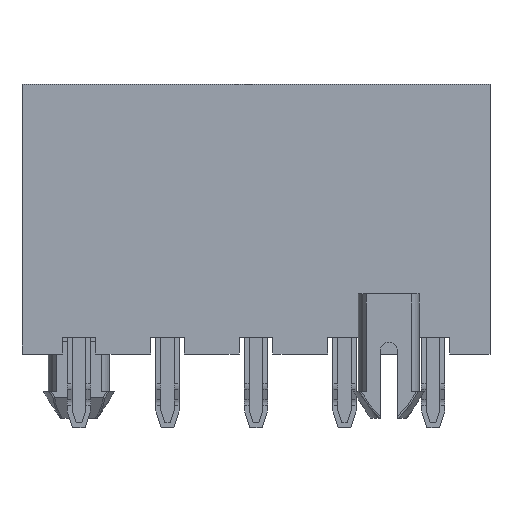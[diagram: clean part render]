
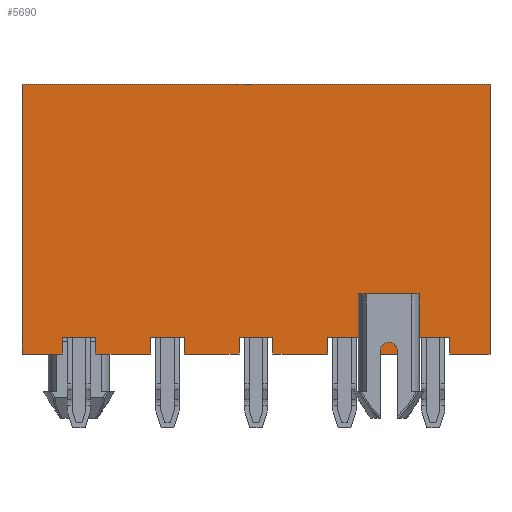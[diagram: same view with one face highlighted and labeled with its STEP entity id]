
A CAD part, front view. The second image highlights one B-rep face of the part: STEP entity #5690.
In plain terms, the highlighted planar face has unit normal (0, -1, 0).
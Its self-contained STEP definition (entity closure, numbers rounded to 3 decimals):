
#367=ORIENTED_EDGE('',*,*,#2084,.T.);
#368=ORIENTED_EDGE('',*,*,#2085,.F.);
#369=ORIENTED_EDGE('',*,*,#2086,.T.);
#370=ORIENTED_EDGE('',*,*,#2087,.T.);
#371=ORIENTED_EDGE('',*,*,#2088,.T.);
#372=ORIENTED_EDGE('',*,*,#2089,.F.);
#373=ORIENTED_EDGE('',*,*,#2090,.T.);
#374=ORIENTED_EDGE('',*,*,#2091,.T.);
#375=ORIENTED_EDGE('',*,*,#2092,.F.);
#376=ORIENTED_EDGE('',*,*,#2093,.F.);
#377=ORIENTED_EDGE('',*,*,#2094,.T.);
#378=ORIENTED_EDGE('',*,*,#2095,.T.);
#379=ORIENTED_EDGE('',*,*,#2096,.T.);
#380=ORIENTED_EDGE('',*,*,#2097,.F.);
#381=ORIENTED_EDGE('',*,*,#2098,.T.);
#382=ORIENTED_EDGE('',*,*,#2099,.T.);
#383=ORIENTED_EDGE('',*,*,#2100,.T.);
#384=ORIENTED_EDGE('',*,*,#2101,.F.);
#385=ORIENTED_EDGE('',*,*,#2102,.T.);
#386=ORIENTED_EDGE('',*,*,#2103,.T.);
#387=ORIENTED_EDGE('',*,*,#2104,.T.);
#388=ORIENTED_EDGE('',*,*,#2105,.F.);
#389=ORIENTED_EDGE('',*,*,#2106,.T.);
#390=ORIENTED_EDGE('',*,*,#2107,.T.);
#391=ORIENTED_EDGE('',*,*,#2108,.F.);
#392=ORIENTED_EDGE('',*,*,#2109,.F.);
#393=ORIENTED_EDGE('',*,*,#2110,.T.);
#394=ORIENTED_EDGE('',*,*,#2111,.T.);
#2084=EDGE_CURVE('',#2940,#2941,#3493,.T.);
#2085=EDGE_CURVE('',#2942,#2941,#3494,.T.);
#2086=EDGE_CURVE('',#2942,#2943,#3495,.T.);
#2087=EDGE_CURVE('',#2943,#2944,#3496,.T.);
#2088=EDGE_CURVE('',#2944,#2945,#3497,.T.);
#2089=EDGE_CURVE('',#2946,#2945,#3498,.T.);
#2090=EDGE_CURVE('',#2946,#2947,#3499,.T.);
#2091=EDGE_CURVE('',#2947,#2948,#3500,.T.);
#2092=EDGE_CURVE('',#2949,#2948,#3501,.T.);
#2093=EDGE_CURVE('',#2950,#2949,#3502,.T.);
#2094=EDGE_CURVE('',#2950,#2951,#3503,.T.);
#2095=EDGE_CURVE('',#2951,#2952,#3504,.T.);
#2096=EDGE_CURVE('',#2952,#2953,#3505,.T.);
#2097=EDGE_CURVE('',#2954,#2953,#3506,.T.);
#2098=EDGE_CURVE('',#2954,#2955,#3507,.T.);
#2099=EDGE_CURVE('',#2955,#2956,#3508,.T.);
#2100=EDGE_CURVE('',#2956,#2957,#3509,.T.);
#2101=EDGE_CURVE('',#2958,#2957,#3510,.T.);
#2102=EDGE_CURVE('',#2958,#2959,#3511,.T.);
#2103=EDGE_CURVE('',#2959,#2960,#3512,.T.);
#2104=EDGE_CURVE('',#2960,#2961,#3513,.T.);
#2105=EDGE_CURVE('',#2962,#2961,#3514,.T.);
#2106=EDGE_CURVE('',#2962,#2963,#3515,.T.);
#2107=EDGE_CURVE('',#2963,#2940,#3516,.T.);
#2108=EDGE_CURVE('',#2964,#2965,#3517,.T.);
#2109=EDGE_CURVE('',#2966,#2964,#3518,.T.);
#2110=EDGE_CURVE('',#2966,#2967,#3519,.T.);
#2111=EDGE_CURVE('',#2967,#2965,#3520,.T.);
#2940=VERTEX_POINT('',#8111);
#2941=VERTEX_POINT('',#8112);
#2942=VERTEX_POINT('',#8114);
#2943=VERTEX_POINT('',#8116);
#2944=VERTEX_POINT('',#8118);
#2945=VERTEX_POINT('',#8120);
#2946=VERTEX_POINT('',#8122);
#2947=VERTEX_POINT('',#8124);
#2948=VERTEX_POINT('',#8126);
#2949=VERTEX_POINT('',#8128);
#2950=VERTEX_POINT('',#8130);
#2951=VERTEX_POINT('',#8132);
#2952=VERTEX_POINT('',#8134);
#2953=VERTEX_POINT('',#8136);
#2954=VERTEX_POINT('',#8138);
#2955=VERTEX_POINT('',#8140);
#2956=VERTEX_POINT('',#8142);
#2957=VERTEX_POINT('',#8144);
#2958=VERTEX_POINT('',#8146);
#2959=VERTEX_POINT('',#8148);
#2960=VERTEX_POINT('',#8150);
#2961=VERTEX_POINT('',#8152);
#2962=VERTEX_POINT('',#8154);
#2963=VERTEX_POINT('',#8156);
#2964=VERTEX_POINT('',#8159);
#2965=VERTEX_POINT('',#8160);
#2966=VERTEX_POINT('',#8162);
#2967=VERTEX_POINT('',#8164);
#3493=LINE('',#8110,#4222);
#3494=LINE('',#8113,#4223);
#3495=LINE('',#8115,#4224);
#3496=LINE('',#8117,#4225);
#3497=LINE('',#8119,#4226);
#3498=LINE('',#8121,#4227);
#3499=LINE('',#8123,#4228);
#3500=LINE('',#8125,#4229);
#3501=LINE('',#8127,#4230);
#3502=LINE('',#8129,#4231);
#3503=LINE('',#8131,#4232);
#3504=LINE('',#8133,#4233);
#3505=LINE('',#8135,#4234);
#3506=LINE('',#8137,#4235);
#3507=LINE('',#8139,#4236);
#3508=LINE('',#8141,#4237);
#3509=LINE('',#8143,#4238);
#3510=LINE('',#8145,#4239);
#3511=LINE('',#8147,#4240);
#3512=LINE('',#8149,#4241);
#3513=LINE('',#8151,#4242);
#3514=LINE('',#8153,#4243);
#3515=LINE('',#8155,#4244);
#3516=LINE('',#8157,#4245);
#3517=LINE('',#8158,#4246);
#3518=LINE('',#8161,#4247);
#3519=LINE('',#8163,#4248);
#3520=LINE('',#8165,#4249);
#4222=VECTOR('',#6502,1000.);
#4223=VECTOR('',#6503,1000.);
#4224=VECTOR('',#6504,1000.);
#4225=VECTOR('',#6505,1000.);
#4226=VECTOR('',#6506,1000.);
#4227=VECTOR('',#6507,1000.);
#4228=VECTOR('',#6508,1000.);
#4229=VECTOR('',#6509,1000.);
#4230=VECTOR('',#6510,1000.);
#4231=VECTOR('',#6511,1000.);
#4232=VECTOR('',#6512,1000.);
#4233=VECTOR('',#6513,1000.);
#4234=VECTOR('',#6514,1000.);
#4235=VECTOR('',#6515,1000.);
#4236=VECTOR('',#6516,1000.);
#4237=VECTOR('',#6517,1000.);
#4238=VECTOR('',#6518,1000.);
#4239=VECTOR('',#6519,1000.);
#4240=VECTOR('',#6520,1000.);
#4241=VECTOR('',#6521,1000.);
#4242=VECTOR('',#6522,1000.);
#4243=VECTOR('',#6523,1000.);
#4244=VECTOR('',#6524,1000.);
#4245=VECTOR('',#6525,1000.);
#4246=VECTOR('',#6526,1000.);
#4247=VECTOR('',#6527,1000.);
#4248=VECTOR('',#6528,1000.);
#4249=VECTOR('',#6529,1000.);
#4852=EDGE_LOOP('',(#367,#368,#369,#370,#371,#372,#373,#374,#375,#376,#377,
#378,#379,#380,#381,#382,#383,#384,#385,#386,#387,#388,#389,#390));
#4853=EDGE_LOOP('',(#391,#392,#393,#394));
#5155=FACE_BOUND('',#4852,.T.);
#5156=FACE_BOUND('',#4853,.T.);
#5456=PLANE('',#6007);
#5690=ADVANCED_FACE('',(#5155,#5156),#5456,.T.);
#6007=AXIS2_PLACEMENT_3D('',#8109,#6500,#6501);
#6500=DIRECTION('',(0.,-1.,0.));
#6501=DIRECTION('',(0.,0.,-1.));
#6502=DIRECTION('',(0.,0.,-1.));
#6503=DIRECTION('',(-1.,0.,0.));
#6504=DIRECTION('',(0.,0.,1.));
#6505=DIRECTION('',(1.,0.,0.));
#6506=DIRECTION('',(0.,0.,-1.));
#6507=DIRECTION('',(-1.,0.,0.));
#6508=DIRECTION('',(0.,0.,1.));
#6509=DIRECTION('',(-1.,0.,0.));
#6510=DIRECTION('',(0.,0.,1.));
#6511=DIRECTION('',(-1.,0.,0.));
#6512=DIRECTION('',(0.,0.,1.));
#6513=DIRECTION('',(1.,0.,0.));
#6514=DIRECTION('',(0.,0.,-1.));
#6515=DIRECTION('',(-1.,0.,0.));
#6516=DIRECTION('',(0.,0.,1.));
#6517=DIRECTION('',(1.,0.,0.));
#6518=DIRECTION('',(0.,0.,-1.));
#6519=DIRECTION('',(-1.,0.,0.));
#6520=DIRECTION('',(0.,0.,1.));
#6521=DIRECTION('',(1.,0.,0.));
#6522=DIRECTION('',(0.,0.,-1.));
#6523=DIRECTION('',(-1.,0.,0.));
#6524=DIRECTION('',(0.,0.,1.));
#6525=DIRECTION('',(1.,0.,0.));
#6526=DIRECTION('',(0.,0.,1.));
#6527=DIRECTION('',(1.,0.,0.));
#6528=DIRECTION('',(0.,0.,1.));
#6529=DIRECTION('',(1.,0.,0.));
#8109=CARTESIAN_POINT('',(11.1,-2.7,-6.4));
#8110=CARTESIAN_POINT('',(5.,-2.7,-5.6));
#8111=CARTESIAN_POINT('',(5.,-2.7,-5.6));
#8112=CARTESIAN_POINT('',(5.,-2.7,-6.4));
#8113=CARTESIAN_POINT('',(11.1,-2.7,-6.4));
#8114=CARTESIAN_POINT('',(7.6,-2.7,-6.4));
#8115=CARTESIAN_POINT('',(7.6,-2.7,-6.4));
#8116=CARTESIAN_POINT('',(7.6,-2.7,-5.6));
#8117=CARTESIAN_POINT('',(7.6,-2.7,-5.6));
#8118=CARTESIAN_POINT('',(9.2,-2.7,-5.6));
#8119=CARTESIAN_POINT('',(9.2,-2.7,-5.6));
#8120=CARTESIAN_POINT('',(9.2,-2.7,-6.4));
#8121=CARTESIAN_POINT('',(11.1,-2.7,-6.4));
#8122=CARTESIAN_POINT('',(11.1,-2.7,-6.4));
#8123=CARTESIAN_POINT('',(11.1,-2.7,-6.4));
#8124=CARTESIAN_POINT('',(11.1,-2.7,6.4));
#8125=CARTESIAN_POINT('',(11.1,-2.7,6.4));
#8126=CARTESIAN_POINT('',(-11.1,-2.7,6.4));
#8127=CARTESIAN_POINT('',(-11.1,-2.7,-6.4));
#8128=CARTESIAN_POINT('',(-11.1,-2.7,-6.4));
#8129=CARTESIAN_POINT('',(11.1,-2.7,-6.4));
#8130=CARTESIAN_POINT('',(-9.2,-2.7,-6.4));
#8131=CARTESIAN_POINT('',(-9.2,-2.7,-6.4));
#8132=CARTESIAN_POINT('',(-9.2,-2.7,-5.6));
#8133=CARTESIAN_POINT('',(-9.2,-2.7,-5.6));
#8134=CARTESIAN_POINT('',(-7.6,-2.7,-5.6));
#8135=CARTESIAN_POINT('',(-7.6,-2.7,-5.6));
#8136=CARTESIAN_POINT('',(-7.6,-2.7,-6.4));
#8137=CARTESIAN_POINT('',(11.1,-2.7,-6.4));
#8138=CARTESIAN_POINT('',(-5.,-2.7,-6.4));
#8139=CARTESIAN_POINT('',(-5.,-2.7,-6.4));
#8140=CARTESIAN_POINT('',(-5.,-2.7,-5.6));
#8141=CARTESIAN_POINT('',(-5.,-2.7,-5.6));
#8142=CARTESIAN_POINT('',(-3.4,-2.7,-5.6));
#8143=CARTESIAN_POINT('',(-3.4,-2.7,-5.6));
#8144=CARTESIAN_POINT('',(-3.4,-2.7,-6.4));
#8145=CARTESIAN_POINT('',(11.1,-2.7,-6.4));
#8146=CARTESIAN_POINT('',(-0.8,-2.7,-6.4));
#8147=CARTESIAN_POINT('',(-0.8,-2.7,-6.4));
#8148=CARTESIAN_POINT('',(-0.8,-2.7,-5.6));
#8149=CARTESIAN_POINT('',(-0.8,-2.7,-5.6));
#8150=CARTESIAN_POINT('',(0.8,-2.7,-5.6));
#8151=CARTESIAN_POINT('',(0.8,-2.7,-5.6));
#8152=CARTESIAN_POINT('',(0.8,-2.7,-6.4));
#8153=CARTESIAN_POINT('',(11.1,-2.7,-6.4));
#8154=CARTESIAN_POINT('',(3.4,-2.7,-6.4));
#8155=CARTESIAN_POINT('',(3.4,-2.7,-6.4));
#8156=CARTESIAN_POINT('',(3.4,-2.7,-5.6));
#8157=CARTESIAN_POINT('',(3.4,-2.7,-5.6));
#8158=CARTESIAN_POINT('',(7.375,-2.7,-5.8));
#8159=CARTESIAN_POINT('',(7.375,-2.7,-5.8));
#8160=CARTESIAN_POINT('',(7.375,-2.7,-3.55));
#8161=CARTESIAN_POINT('',(5.225,-2.7,-5.8));
#8162=CARTESIAN_POINT('',(5.225,-2.7,-5.8));
#8163=CARTESIAN_POINT('',(5.225,-2.7,-5.8));
#8164=CARTESIAN_POINT('',(5.225,-2.7,-3.55));
#8165=CARTESIAN_POINT('',(5.225,-2.7,-3.55));
